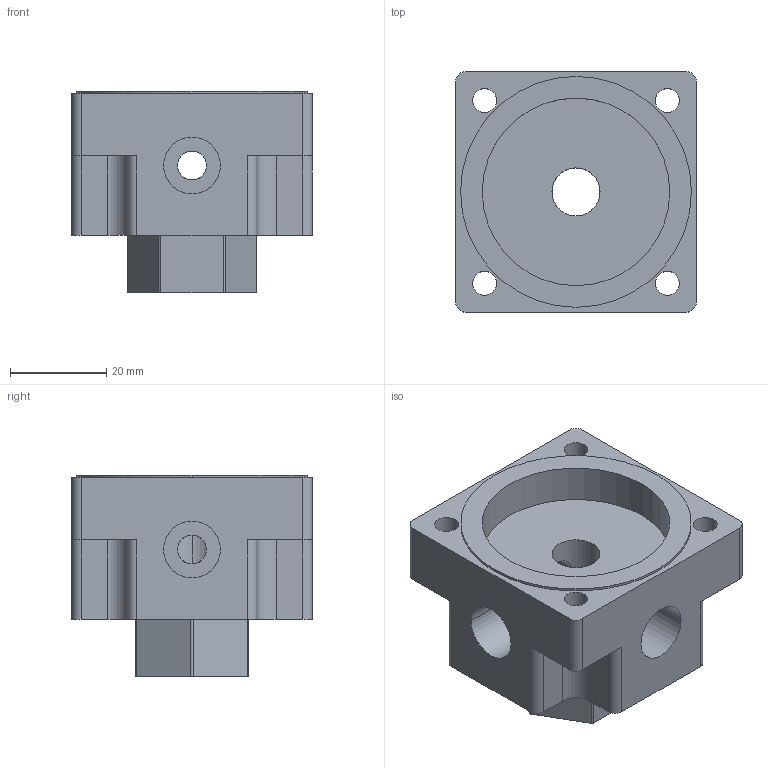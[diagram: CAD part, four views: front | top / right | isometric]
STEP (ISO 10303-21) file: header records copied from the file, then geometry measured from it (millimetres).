
FILE_DESCRIPTION (( 'STEP AP203' ), '1' );
FILE_NAME ('16633Distributeurpressostat.STEP', '2019-12-05T18:41:53', ( '' ), ( '' ), 'SwSTEP 2.0', 'SolidWorks 2014', '' );
FILE_SCHEMA (( 'CONFIG_CONTROL_DESIGN' ));
Length unit declared in the file: millimetre
Products named in the file (1): 16633Distributeurpressostat
Bounding box: 50 x 50 x 42 mm (x, y, z)
Volume: 50759.1 mm3; surface area: 16431.8 mm2
Topology: 1 solids, 1 shells, 82 faces, 222 edges, 148 vertices
Faces by surface type: cylinder 51, plane 31
Entity records: 2891 total; most frequent: CARTESIAN_POINT 629, DIRECTION 476, ORIENTED_EDGE 444, EDGE_CURVE 222, AXIS2_PLACEMENT_3D 179, VERTEX_POINT 148, VECTOR 118, LINE 118
